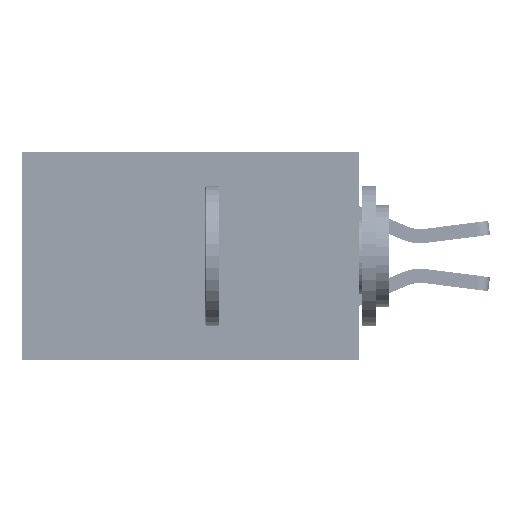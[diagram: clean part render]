
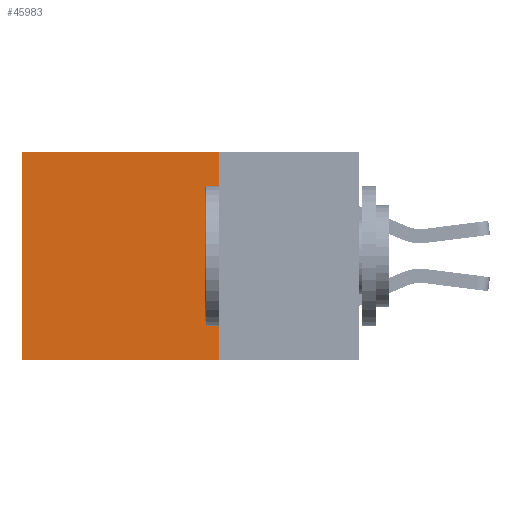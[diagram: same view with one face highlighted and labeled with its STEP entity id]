
A CAD part, left-side view. The second image highlights one B-rep face of the part: STEP entity #45983.
In plain terms, the highlighted planar face has unit normal (-1, 0, 0).
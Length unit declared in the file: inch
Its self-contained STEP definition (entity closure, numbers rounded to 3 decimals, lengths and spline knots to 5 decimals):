
#717 = EDGE_LOOP ( 'NONE', ( #47975, #29488, #10859, #15617 ) ) ;
#3341 = LINE ( 'NONE', #39418, #23778 ) ;
#4674 = AXIS2_PLACEMENT_3D ( 'NONE', #41227, #45330, #20943 ) ;
#5262 = VECTOR ( 'NONE', #52572, 39.37008 ) ;
#10859 = ORIENTED_EDGE ( 'NONE', *, *, #25690, .F. ) ;
#14915 = VERTEX_POINT ( 'NONE', #27452 ) ;
#15300 = CARTESIAN_POINT ( 'NONE',  ( 0.2875, 0.25, 0. ) ) ;
#15617 = ORIENTED_EDGE ( 'NONE', *, *, #49211, .T. ) ;
#16826 = PLANE ( 'NONE',  #4674 ) ;
#16903 = VECTOR ( 'NONE', #24538, 39.37008 ) ;
#17427 = LINE ( 'NONE', #32294, #5262 ) ;
#18392 = FACE_OUTER_BOUND ( 'NONE', #717, .T. ) ;
#20943 = DIRECTION ( 'NONE',  ( 0., 0., -1. ) ) ;
#21347 = DIRECTION ( 'NONE',  ( 0., 1., 0. ) ) ;
#23778 = VECTOR ( 'NONE', #35321, 39.37008 ) ;
#23859 = CARTESIAN_POINT ( 'NONE',  ( 0.2875, 0.6, 0. ) ) ;
#24538 = DIRECTION ( 'NONE',  ( 0., 0., -1. ) ) ;
#25690 = EDGE_CURVE ( 'NONE', #37305, #47453, #37299, .T. ) ;
#27452 = CARTESIAN_POINT ( 'NONE',  ( 0.2875, 0.6, -0.37 ) ) ;
#29488 = ORIENTED_EDGE ( 'NONE', *, *, #38667, .F. ) ;
#32294 = CARTESIAN_POINT ( 'NONE',  ( 0.2875, 0.6, 0. ) ) ;
#32790 = LINE ( 'NONE', #45770, #43578 ) ;
#35321 = DIRECTION ( 'NONE',  ( 0., 1., 0. ) ) ;
#37299 = LINE ( 'NONE', #40941, #16903 ) ;
#37305 = VERTEX_POINT ( 'NONE', #15300 ) ;
#38667 = EDGE_CURVE ( 'NONE', #47453, #14915, #3341, .T. ) ;
#38830 = EDGE_CURVE ( 'NONE', #41772, #14915, #17427, .T. ) ;
#39418 = CARTESIAN_POINT ( 'NONE',  ( 0.2875, 0.25, -0.37 ) ) ;
#40941 = CARTESIAN_POINT ( 'NONE',  ( 0.2875, 0.25, 0. ) ) ;
#41227 = CARTESIAN_POINT ( 'NONE',  ( 0.2875, 0.25, 0. ) ) ;
#41772 = VERTEX_POINT ( 'NONE', #23859 ) ;
#42344 = CARTESIAN_POINT ( 'NONE',  ( 0.2875, 0.25, -0.37 ) ) ;
#43578 = VECTOR ( 'NONE', #21347, 39.37008 ) ;
#45330 = DIRECTION ( 'NONE',  ( 1., 0., 0. ) ) ;
#45770 = CARTESIAN_POINT ( 'NONE',  ( 0.2875, 0.25, 0. ) ) ;
#45983 = ADVANCED_FACE ( 'NONE', ( #18392 ), #16826, .F. ) ;
#47453 = VERTEX_POINT ( 'NONE', #42344 ) ;
#47975 = ORIENTED_EDGE ( 'NONE', *, *, #38830, .T. ) ;
#49211 = EDGE_CURVE ( 'NONE', #37305, #41772, #32790, .T. ) ;
#52572 = DIRECTION ( 'NONE',  ( 0., 0., -1. ) ) ;
